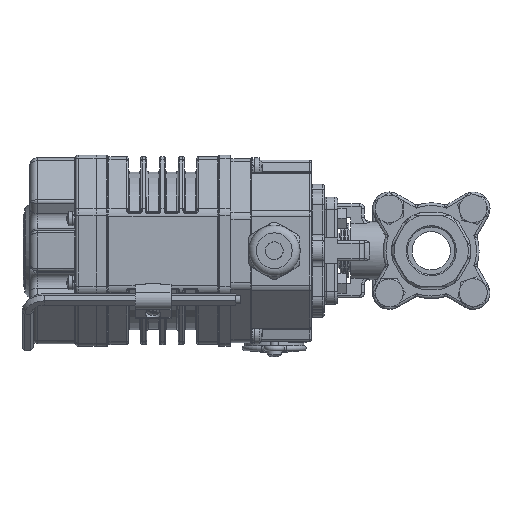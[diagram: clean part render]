
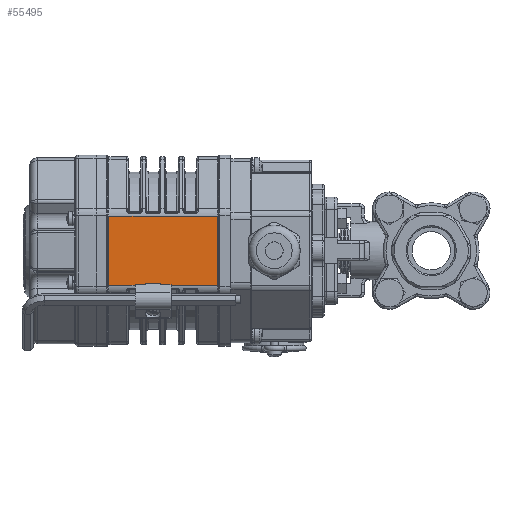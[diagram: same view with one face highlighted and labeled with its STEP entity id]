
A CAD part, left-side view. The second image highlights one B-rep face of the part: STEP entity #55495.
In plain terms, the highlighted planar face has unit normal (-1, 0, 0).
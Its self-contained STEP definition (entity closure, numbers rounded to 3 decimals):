
#13722=ORIENTED_EDGE('',*,*,#24523,.T.);
#13723=ORIENTED_EDGE('',*,*,#23544,.T.);
#13724=ORIENTED_EDGE('',*,*,#24524,.T.);
#13725=ORIENTED_EDGE('',*,*,#23512,.T.);
#23512=EDGE_CURVE('',#29606,#29605,#33378,.T.);
#23544=EDGE_CURVE('',#29622,#29621,#33386,.T.);
#24523=EDGE_CURVE('',#29605,#29622,#33810,.T.);
#24524=EDGE_CURVE('',#29621,#29606,#33811,.T.);
#29605=VERTEX_POINT('',#104246);
#29606=VERTEX_POINT('',#104250);
#29621=VERTEX_POINT('',#104310);
#29622=VERTEX_POINT('',#104314);
#33378=LINE('',#104251,#36268);
#33386=LINE('',#104315,#36276);
#33810=LINE('',#107573,#36700);
#33811=LINE('',#107574,#36701);
#36268=VECTOR('',#67762,1000.);
#36276=VECTOR('',#67850,1000.);
#36700=VECTOR('',#69998,1000.);
#36701=VECTOR('',#69999,1000.);
#39730=EDGE_LOOP('',(#13722,#13723,#13724,#13725));
#43207=FACE_BOUND('',#39730,.T.);
#45481=PLANE('',#59855);
#55495=ADVANCED_FACE('',(#43207),#45481,.F.);
#59855=AXIS2_PLACEMENT_3D('',#107572,#69996,#69997);
#67762=DIRECTION('',(0.,0.,-1.));
#67850=DIRECTION('',(0.,0.,1.));
#69996=DIRECTION('',(1.,0.,0.));
#69997=DIRECTION('',(0.,0.,-1.));
#69998=DIRECTION('',(0.,-1.,0.));
#69999=DIRECTION('',(0.,1.,0.));
#104246=CARTESIAN_POINT('',(-36.75,21.25,-13.565));
#104250=CARTESIAN_POINT('',(-36.75,21.25,13.565));
#104251=CARTESIAN_POINT('',(-36.75,21.25,-13.565));
#104310=CARTESIAN_POINT('',(-36.75,-21.25,13.565));
#104314=CARTESIAN_POINT('',(-36.75,-21.25,-13.565));
#104315=CARTESIAN_POINT('',(-36.75,-21.25,13.565));
#107572=CARTESIAN_POINT('',(-36.75,26.25,-15.222));
#107573=CARTESIAN_POINT('',(-36.75,26.25,-13.565));
#107574=CARTESIAN_POINT('',(-36.75,26.25,13.565));
